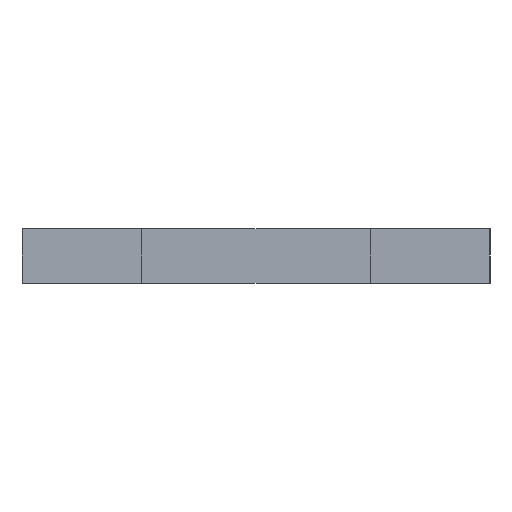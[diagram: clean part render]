
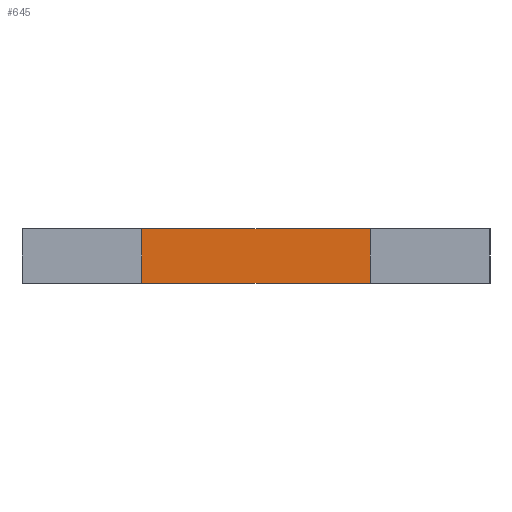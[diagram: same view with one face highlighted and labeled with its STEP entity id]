
A CAD part, left-side view. The second image highlights one B-rep face of the part: STEP entity #645.
In plain terms, the highlighted planar face has unit normal (-1, 0, 0).
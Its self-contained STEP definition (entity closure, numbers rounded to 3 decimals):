
#38 = CARTESIAN_POINT ( 'NONE',  ( 3., 65.805, 5.85 ) ) ;
#49 = VERTEX_POINT ( 'NONE', #368 ) ;
#53 = DIRECTION ( 'NONE',  ( 0., 0., -1. ) ) ;
#56 = PLANE ( 'NONE',  #581 ) ;
#71 = EDGE_CURVE ( 'NONE', #423, #49, #835, .T. ) ;
#133 = DIRECTION ( 'NONE',  ( 0., 0., -1. ) ) ;
#214 = LINE ( 'NONE', #611, #703 ) ;
#241 = VERTEX_POINT ( 'NONE', #587 ) ;
#267 = DIRECTION ( 'NONE',  ( 1., 0., 0. ) ) ;
#294 = ORIENTED_EDGE ( 'NONE', *, *, #819, .F. ) ;
#304 = CARTESIAN_POINT ( 'NONE',  ( 3., 90.195, 5.85 ) ) ;
#309 = LINE ( 'NONE', #753, #530 ) ;
#351 = ORIENTED_EDGE ( 'NONE', *, *, #488, .F. ) ;
#368 = CARTESIAN_POINT ( 'NONE',  ( 3., 90.195, 0. ) ) ;
#372 = DIRECTION ( 'NONE',  ( 0., 0., -1. ) ) ;
#423 = VERTEX_POINT ( 'NONE', #598 ) ;
#425 = FACE_OUTER_BOUND ( 'NONE', #449, .T. ) ;
#449 = EDGE_LOOP ( 'NONE', ( #685, #351, #294, #759 ) ) ;
#475 = VERTEX_POINT ( 'NONE', #38 ) ;
#476 = CARTESIAN_POINT ( 'NONE',  ( 3., 90.195, 5.85 ) ) ;
#488 = EDGE_CURVE ( 'NONE', #475, #241, #214, .T. ) ;
#530 = VECTOR ( 'NONE', #624, 1000. ) ;
#551 = VECTOR ( 'NONE', #372, 1000. ) ;
#581 = AXIS2_PLACEMENT_3D ( 'NONE', #476, #267, #53 ) ;
#587 = CARTESIAN_POINT ( 'NONE',  ( 3., 65.805, 0. ) ) ;
#598 = CARTESIAN_POINT ( 'NONE',  ( 3., 90.195, 5.85 ) ) ;
#611 = CARTESIAN_POINT ( 'NONE',  ( 3., 65.805, 5.85 ) ) ;
#621 = VECTOR ( 'NONE', #864, 1000. ) ;
#624 = DIRECTION ( 'NONE',  ( 0., -1., 0. ) ) ;
#636 = LINE ( 'NONE', #731, #621 ) ;
#645 = ADVANCED_FACE ( 'NONE', ( #425 ), #56, .F. ) ;
#685 = ORIENTED_EDGE ( 'NONE', *, *, #686, .T. ) ;
#686 = EDGE_CURVE ( 'NONE', #49, #241, #309, .T. ) ;
#703 = VECTOR ( 'NONE', #133, 1000. ) ;
#731 = CARTESIAN_POINT ( 'NONE',  ( 3., 90.195, 5.85 ) ) ;
#753 = CARTESIAN_POINT ( 'NONE',  ( 3., 90.195, 0. ) ) ;
#759 = ORIENTED_EDGE ( 'NONE', *, *, #71, .T. ) ;
#819 = EDGE_CURVE ( 'NONE', #423, #475, #636, .T. ) ;
#835 = LINE ( 'NONE', #304, #551 ) ;
#864 = DIRECTION ( 'NONE',  ( 0., -1., 0. ) ) ;
